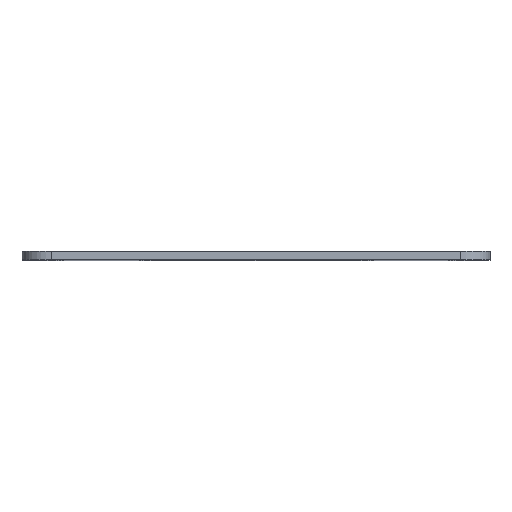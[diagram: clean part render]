
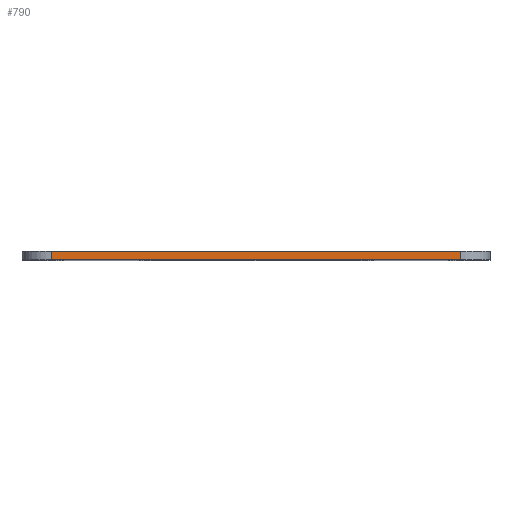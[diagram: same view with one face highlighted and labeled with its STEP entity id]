
A CAD part, top view. The second image highlights one B-rep face of the part: STEP entity #790.
In plain terms, the highlighted planar face has unit normal (0, 0, 1).
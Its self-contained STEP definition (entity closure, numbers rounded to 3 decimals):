
#22 = EDGE_CURVE ( 'NONE', #465, #147, #402, .T. ) ;
#40 = VECTOR ( 'NONE', #854, 1000. ) ;
#72 = LINE ( 'NONE', #407, #40 ) ;
#80 = VECTOR ( 'NONE', #743, 1000. ) ;
#98 = LINE ( 'NONE', #938, #80 ) ;
#143 = LINE ( 'NONE', #476, #175 ) ;
#147 = VERTEX_POINT ( 'NONE', #731 ) ;
#175 = VECTOR ( 'NONE', #804, 1000. ) ;
#181 = EDGE_CURVE ( 'NONE', #147, #494, #143, .T. ) ;
#199 = EDGE_LOOP ( 'NONE', ( #219, #227, #237, #278 ) ) ;
#219 = ORIENTED_EDGE ( 'NONE', *, *, #273, .F. ) ;
#227 = ORIENTED_EDGE ( 'NONE', *, *, #228, .F. ) ;
#228 = EDGE_CURVE ( 'NONE', #465, #546, #98, .T. ) ;
#237 = ORIENTED_EDGE ( 'NONE', *, *, #22, .T. ) ;
#240 = DIRECTION ( 'NONE',  ( 1., 0., 0. ) ) ;
#242 = DIRECTION ( 'NONE',  ( 0., 0., 1. ) ) ;
#252 = CARTESIAN_POINT ( 'NONE',  ( -70., 3., 100. ) ) ;
#256 = PLANE ( 'NONE',  #984 ) ;
#273 = EDGE_CURVE ( 'NONE', #546, #494, #72, .T. ) ;
#278 = ORIENTED_EDGE ( 'NONE', *, *, #181, .T. ) ;
#393 = VECTOR ( 'NONE', #770, 1000. ) ;
#402 = LINE ( 'NONE', #756, #393 ) ;
#407 = CARTESIAN_POINT ( 'NONE',  ( -70., 0., 100. ) ) ;
#433 = CARTESIAN_POINT ( 'NONE',  ( 70., 0., 100. ) ) ;
#441 = CARTESIAN_POINT ( 'NONE',  ( -70., 0., 100. ) ) ;
#465 = VERTEX_POINT ( 'NONE', #535 ) ;
#476 = CARTESIAN_POINT ( 'NONE',  ( -70., 3., 100. ) ) ;
#494 = VERTEX_POINT ( 'NONE', #441 ) ;
#503 = FACE_OUTER_BOUND ( 'NONE', #199, .T. ) ;
#535 = CARTESIAN_POINT ( 'NONE',  ( 70., 3., 100. ) ) ;
#546 = VERTEX_POINT ( 'NONE', #433 ) ;
#731 = CARTESIAN_POINT ( 'NONE',  ( -70., 3., 100. ) ) ;
#743 = DIRECTION ( 'NONE',  ( 0., -1., 0. ) ) ;
#756 = CARTESIAN_POINT ( 'NONE',  ( -70., 3., 100. ) ) ;
#770 = DIRECTION ( 'NONE',  ( -1., 0., 0. ) ) ;
#790 = ADVANCED_FACE ( 'NONE', ( #503 ), #256, .T. ) ;
#804 = DIRECTION ( 'NONE',  ( 0., -1., 0. ) ) ;
#854 = DIRECTION ( 'NONE',  ( -1., 0., 0. ) ) ;
#938 = CARTESIAN_POINT ( 'NONE',  ( 70., 3., 100. ) ) ;
#984 = AXIS2_PLACEMENT_3D ( 'NONE', #252, #242, #240 ) ;
